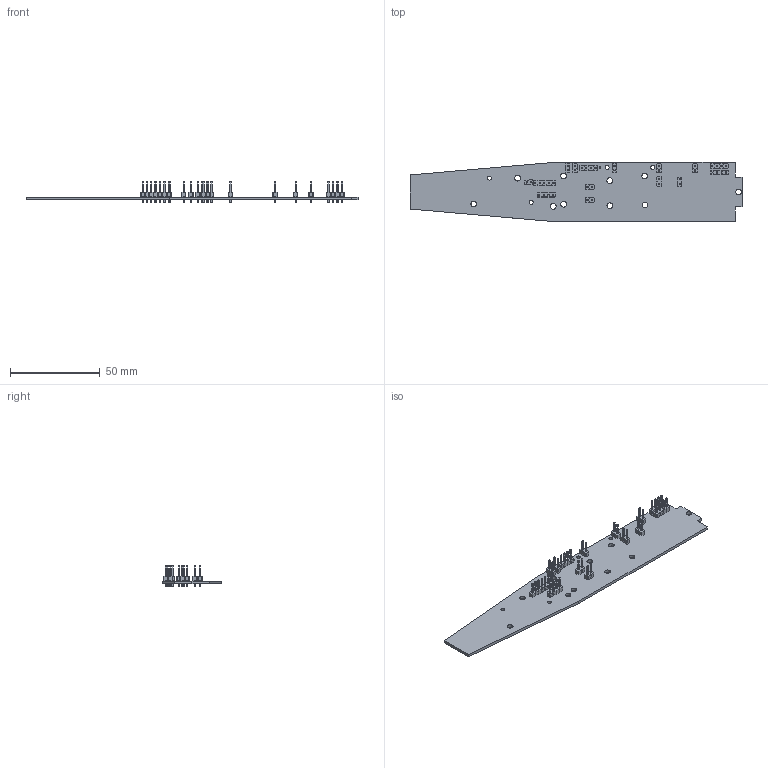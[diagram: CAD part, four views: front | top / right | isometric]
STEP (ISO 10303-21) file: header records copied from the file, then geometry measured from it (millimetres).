
FILE_DESCRIPTION(('KiCad electronic assembly'),'2;1');
FILE_NAME('sled.step','2024-10-25T23:08:32',('Pcbnew'),('Kicad'), 'Open CASCADE STEP processor 7.7','KiCad to STEP converter','Unknown' );
FILE_SCHEMA(('AUTOMOTIVE_DESIGN { 1 0 10303 214 1 1 1 1 }'));
Length unit declared in the file: millimetre
Products named in the file (8): sled 1; PinHeader_1x04_P2.54mm_Vertical; PinHeader_1x04_P254mm_Vertical; PinHeader_1x02_P2.54mm_Vertical; PinHeader_1x02_P254mm_Vertical; PinHeader_1x05_P2.54mm_Vertical; PinHeader_1x05_P254mm_Vertical; sled_PCB
Assembly tree (19 placements, depth 3):
  sled 1
    PinHeader_1x04_P2.54mm_Vertical  x4
      PinHeader_1x04_P254mm_Vertical
    PinHeader_1x02_P2.54mm_Vertical  x10
      PinHeader_1x02_P254mm_Vertical
    PinHeader_1x05_P2.54mm_Vertical
      PinHeader_1x05_P254mm_Vertical
    sled_PCB
Bounding box: 185.25 x 33.02 x 11.54 mm (x, y, z)
Volume: 9397 mm3; surface area: 13992.9 mm2
Topology: 16 solids, 16 shells, 1113 faces, 2669 edges, 1670 vertices
Faces by surface type: plane 1058, cylinder 55
Full cylindrical faces by diameter (mm): 1 x41, 2.2 x4, 3.2 x10
Entity records: 12409 total; most frequent: CARTESIAN_POINT 1764, ORIENTED_EDGE 1714, DIRECTION 1697, EDGE_CURVE 857, LINE 747, VECTOR 747, VERTEX_POINT 542, FACE_BOUND 477
